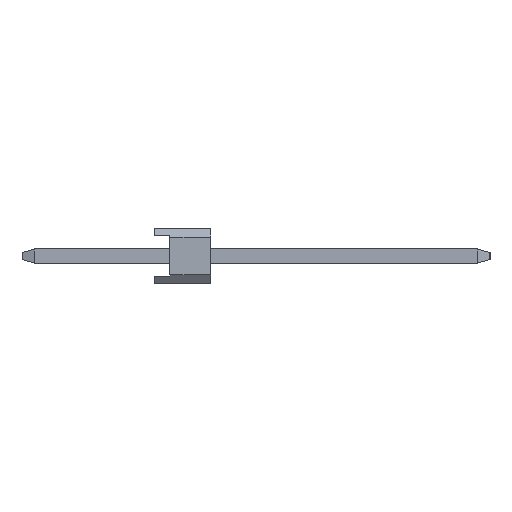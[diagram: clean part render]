
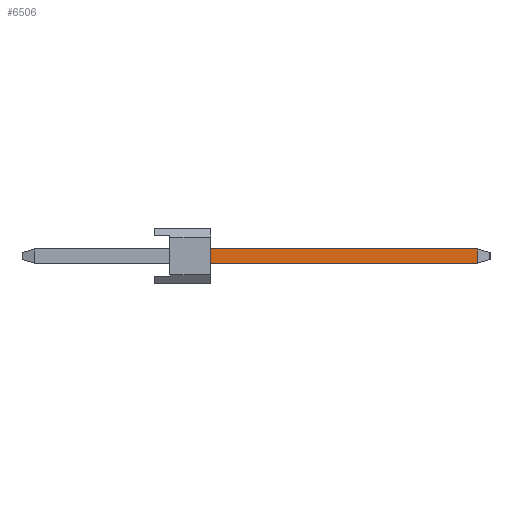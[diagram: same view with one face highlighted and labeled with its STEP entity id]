
A CAD part, left-side view. The second image highlights one B-rep face of the part: STEP entity #6506.
In plain terms, the highlighted planar face has unit normal (-1, 0, 0).
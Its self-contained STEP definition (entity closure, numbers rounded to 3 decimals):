
#3216=VERTEX_POINT('',#9381);
#3802=EDGE_CURVE('',#7354,#4024,#10027,.T.);
#4024=VERTEX_POINT('',#10268);
#5700=EDGE_CURVE('',#4024,#3216,#12115,.T.);
#6048=EDGE_CURVE('',#3216,#9176,#12500,.T.);
#6506=ADVANCED_FACE('',(#13006),#13007,.T.);
#7354=VERTEX_POINT('',#13945);
#7538=EDGE_CURVE('',#9176,#7354,#14144,.T.);
#9176=VERTEX_POINT('',#15969);
#9381=CARTESIAN_POINT('',(-24.45,-2.54,-0.32));
#10027=LINE('',#17171,#17172);
#10268=CARTESIAN_POINT('',(-24.45,-14.594,-0.32));
#12115=LINE('',#20235,#20236);
#12500=LINE('',#20800,#20801);
#13006=FACE_OUTER_BOUND('',#21531,.T.);
#13007=PLANE('',#21532);
#13945=CARTESIAN_POINT('',(-24.45,-14.594,0.32));
#14144=LINE('',#23150,#23151);
#15969=CARTESIAN_POINT('',(-24.45,-2.54,0.32));
#17171=CARTESIAN_POINT('',(-24.45,-14.594,0.5));
#17172=VECTOR('',#26596,1.0);
#20235=CARTESIAN_POINT('',(-24.45,5.414,-0.32));
#20236=VECTOR('',#28728,1.0);
#20800=CARTESIAN_POINT('',(-24.45,-2.54,0.252));
#20801=VECTOR('',#29122,1.0);
#21531=EDGE_LOOP('',(#29624,#29625,#29626,#29627));
#21532=AXIS2_PLACEMENT_3D('',#29628,#29629,#29630);
#23150=CARTESIAN_POINT('',(-24.45,-4.59,0.32));
#23151=VECTOR('',#30743,1.0);
#26596=DIRECTION('',(0.0,0.,-1.0));
#28728=DIRECTION('',(0.,1.0,0.));
#29122=DIRECTION('',(0.,0.,1.0));
#29624=ORIENTED_EDGE('',*,*,#6048,.F.);
#29625=ORIENTED_EDGE('',*,*,#5700,.F.);
#29626=ORIENTED_EDGE('',*,*,#3802,.F.);
#29627=ORIENTED_EDGE('',*,*,#7538,.F.);
#29628=CARTESIAN_POINT('',(-24.45,5.414,0.5));
#29629=DIRECTION('',(-1.0,0.,0.));
#29630=DIRECTION('',(0.,1.0,0.));
#30743=DIRECTION('',(0.,-1.0,0.));
